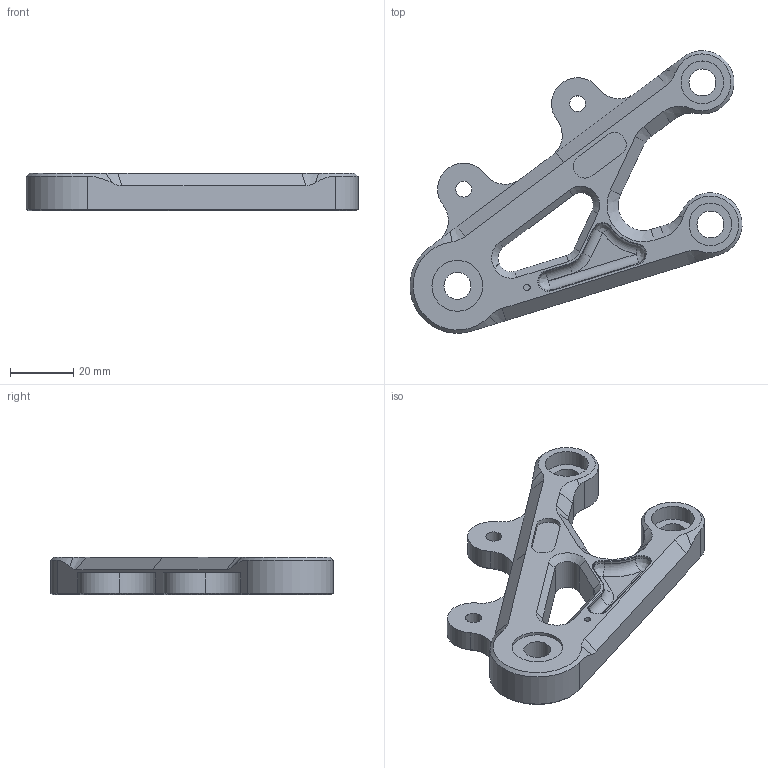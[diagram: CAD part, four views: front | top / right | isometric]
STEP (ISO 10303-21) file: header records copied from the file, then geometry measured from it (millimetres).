
FILE_DESCRIPTION(('STEP AP214'),'1');
FILE_NAME('SUPP PEDANA DX kawz900.stp','2021-10-05T07:34:06',(' '),(' '),'Spatial InterOp 3D',' ',' ');
FILE_SCHEMA(('AUTOMOTIVE_DESIGN { 1 0 10303 214 1 1 1 1 }'));
Length unit declared in the file: millimetre
Products named in the file (1): studio pedana freno.SUPPORTO PEDANA DX
Bounding box: 104.96 x 89.29 x 12 mm (x, y, z)
Volume: 40757.2 mm3; surface area: 14688.5 mm2
Topology: 1 solids, 1 shells, 120 faces, 288 edges, 177 vertices
Faces by surface type: plane 43, cylinder 38, cone 34, bspline 3, torus 2
Full cylindrical faces by diameter (mm): 2 x1, 5 x2, 8.5 x3, 13.5 x3, 16.1 x1
Entity records: 4543 total; most frequent: CARTESIAN_POINT 721, DIRECTION 612, ORIENTED_EDGE 554, EDGE_CURVE 277, AXIS2_PLACEMENT_3D 233, VERTEX_POINT 176, EDGE_LOOP 149, LINE 146
